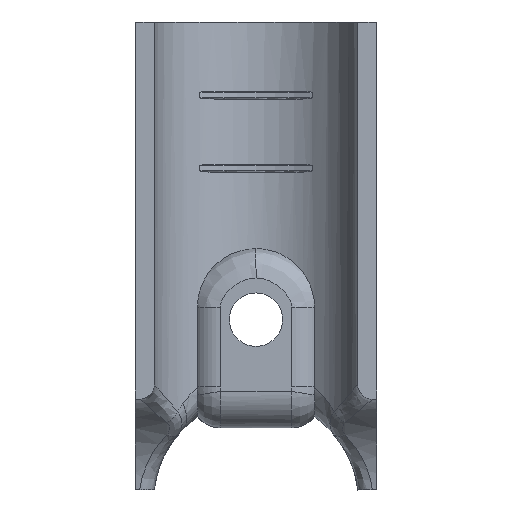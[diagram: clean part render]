
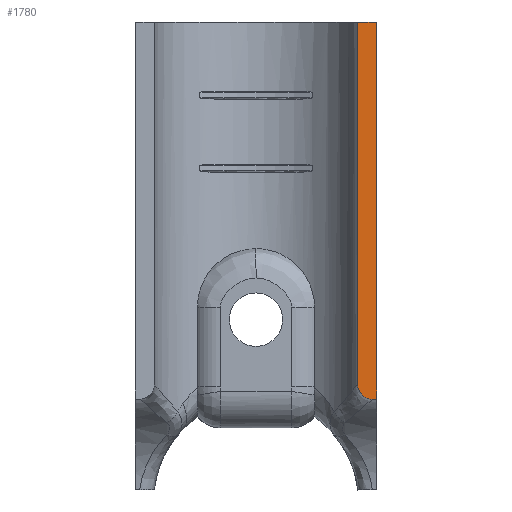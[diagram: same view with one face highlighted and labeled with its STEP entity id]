
A CAD part, left-side view. The second image highlights one B-rep face of the part: STEP entity #1780.
In plain terms, the highlighted planar face has unit normal (-1, 0, 0).
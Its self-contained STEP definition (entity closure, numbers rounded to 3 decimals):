
#109=B_SPLINE_CURVE_WITH_KNOTS('',3,(#3452,#3453,#3454,#3455,#3456,#3457,
#3458,#3459,#3460,#3461,#3462,#3463,#3464,#3465),.UNSPECIFIED.,.F.,.F.,
(4,2,2,2,2,2,4),(0.,0.039,0.08,
0.157,0.233,0.274,0.313),
 .UNSPECIFIED.);
#212=FACE_OUTER_BOUND('',#319,.T.);
#319=EDGE_LOOP('',(#1204,#1205,#1206,#1207,#1208,#1209,#1210));
#416=LINE('',#2492,#498);
#418=LINE('',#2544,#500);
#436=LINE('',#3430,#518);
#438=LINE('',#3467,#520);
#439=LINE('',#3469,#521);
#440=LINE('',#3470,#522);
#498=VECTOR('',#2066,2.512);
#500=VECTOR('',#2070,10.);
#518=VECTOR('',#2152,10.);
#520=VECTOR('',#2164,10.);
#521=VECTOR('',#2165,2.512);
#522=VECTOR('',#2166,10.);
#669=VERTEX_POINT('',#2486);
#671=VERTEX_POINT('',#2490);
#674=VERTEX_POINT('',#2543);
#716=VERTEX_POINT('',#3428);
#721=VERTEX_POINT('',#3451);
#722=VERTEX_POINT('',#3466);
#723=VERTEX_POINT('',#3468);
#839=EDGE_CURVE('',#669,#671,#416,.T.);
#842=EDGE_CURVE('',#674,#669,#418,.T.);
#899=EDGE_CURVE('',#716,#671,#436,.T.);
#905=EDGE_CURVE('',#721,#674,#109,.T.);
#906=EDGE_CURVE('',#722,#716,#438,.T.);
#907=EDGE_CURVE('',#723,#722,#439,.T.);
#908=EDGE_CURVE('',#723,#721,#440,.T.);
#1204=ORIENTED_EDGE('',*,*,#905,.T.);
#1205=ORIENTED_EDGE('',*,*,#842,.T.);
#1206=ORIENTED_EDGE('',*,*,#839,.T.);
#1207=ORIENTED_EDGE('',*,*,#899,.F.);
#1208=ORIENTED_EDGE('',*,*,#906,.F.);
#1209=ORIENTED_EDGE('',*,*,#907,.F.);
#1210=ORIENTED_EDGE('',*,*,#908,.T.);
#1632=PLANE('',#1926);
#1780=ADVANCED_FACE('',(#212),#1632,.F.);
#1926=AXIS2_PLACEMENT_3D('',#3450,#2162,#2163);
#2066=DIRECTION('',(0.,0.,1.));
#2070=DIRECTION('',(0.,-1.,0.));
#2152=DIRECTION('',(0.,-1.,0.));
#2162=DIRECTION('center_axis',(1.,0.,0.));
#2163=DIRECTION('ref_axis',(0.,0.,-1.));
#2164=DIRECTION('',(0.,0.,-1.));
#2165=DIRECTION('',(0.,-1.,0.));
#2166=DIRECTION('',(0.,0.,-1.));
#2486=CARTESIAN_POINT('',(1.5,-16.5,13.919));
#2490=CARTESIAN_POINT('',(1.5,-16.5,16.432));
#2492=CARTESIAN_POINT('',(1.5,-16.5,13.919));
#2543=CARTESIAN_POINT('',(1.5,-15.908,13.919));
#2544=CARTESIAN_POINT('',(1.5,-16.5,13.919));
#3428=CARTESIAN_POINT('',(1.5,-16.432,16.432));
#3430=CARTESIAN_POINT('',(1.5,-16.5,16.432));
#3450=CARTESIAN_POINT('Origin',(1.5,20.989,71.035));
#3451=CARTESIAN_POINT('',(1.5,-13.919,15.908));
#3452=CARTESIAN_POINT('Ctrl Pts',(1.5,-13.919,15.908));
#3453=CARTESIAN_POINT('Ctrl Pts',(1.5,-13.919,15.778));
#3454=CARTESIAN_POINT('Ctrl Pts',(1.5,-13.932,15.648));
#3455=CARTESIAN_POINT('Ctrl Pts',(1.5,-13.984,15.385));
#3456=CARTESIAN_POINT('Ctrl Pts',(1.5,-14.024,15.253));
#3457=CARTESIAN_POINT('Ctrl Pts',(1.5,-14.178,14.892));
#3458=CARTESIAN_POINT('Ctrl Pts',(1.5,-14.321,14.679));
#3459=CARTESIAN_POINT('Ctrl Pts',(1.5,-14.68,14.32));
#3460=CARTESIAN_POINT('Ctrl Pts',(1.5,-14.893,14.177));
#3461=CARTESIAN_POINT('Ctrl Pts',(1.5,-15.254,14.024));
#3462=CARTESIAN_POINT('Ctrl Pts',(1.5,-15.386,13.984));
#3463=CARTESIAN_POINT('Ctrl Pts',(1.5,-15.648,13.932));
#3464=CARTESIAN_POINT('Ctrl Pts',(1.5,-15.778,13.919));
#3465=CARTESIAN_POINT('Ctrl Pts',(1.5,-15.908,13.919));
#3466=CARTESIAN_POINT('',(1.5,-16.432,65.5));
#3467=CARTESIAN_POINT('',(1.5,-16.432,65.5));
#3468=CARTESIAN_POINT('',(1.5,-13.919,65.5));
#3469=CARTESIAN_POINT('',(1.5,-13.919,65.5));
#3470=CARTESIAN_POINT('',(1.5,-13.919,65.5));
